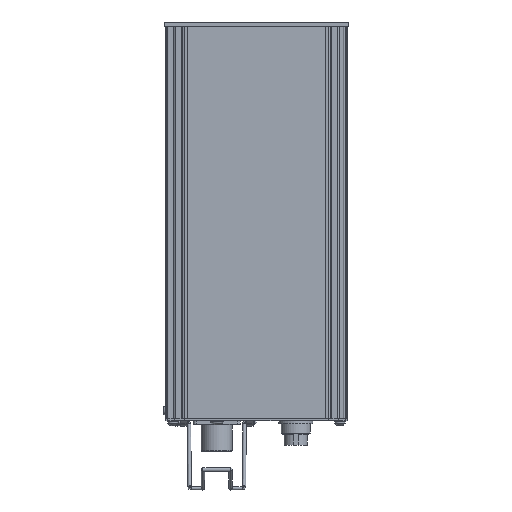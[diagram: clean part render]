
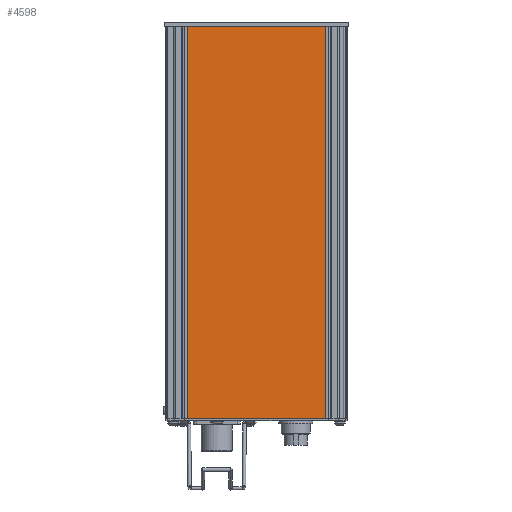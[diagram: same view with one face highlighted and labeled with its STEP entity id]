
A CAD part, front view. The second image highlights one B-rep face of the part: STEP entity #4598.
In plain terms, the highlighted planar face has unit normal (0, -1, 0).
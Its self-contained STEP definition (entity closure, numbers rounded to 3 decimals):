
#1757=CARTESIAN_POINT('',(10.1,-54.2,-113.2));
#1758=VERTEX_POINT('',#1757);
#1759=CARTESIAN_POINT('',(10.1,-54.2,113.3));
#1760=VERTEX_POINT('',#1759);
#1761=CARTESIAN_POINT('',(10.1,-54.2,-113.2));
#1762=DIRECTION('',(0.0,0.0,1.0));
#1763=VECTOR('',#1762,226.5);
#1764=LINE('',#1761,#1763);
#1765=EDGE_CURVE('',#1758,#1760,#1764,.T.);
#1900=CARTESIAN_POINT('',(92.9,-54.2,-113.2));
#1901=VERTEX_POINT('',#1900);
#1902=CARTESIAN_POINT('',(92.9,-54.2,-113.2));
#1903=DIRECTION('',(-1.0,0.0,0.0));
#1904=VECTOR('',#1903,82.8);
#1905=LINE('',#1902,#1904);
#1906=EDGE_CURVE('',#1901,#1758,#1905,.T.);
#2841=CARTESIAN_POINT('',(92.9,-54.2,113.3));
#2842=VERTEX_POINT('',#2841);
#2843=CARTESIAN_POINT('',(10.1,-54.2,113.3));
#2844=DIRECTION('',(1.0,0.0,0.0));
#2845=VECTOR('',#2844,82.8);
#2846=LINE('',#2843,#2845);
#2847=EDGE_CURVE('',#1760,#2842,#2846,.T.);
#4582=CARTESIAN_POINT('',(92.75,-54.2,-113.1));
#4583=DIRECTION('',(0.0,-1.0,0.0));
#4584=DIRECTION('',(0.0,0.0,-1.0));
#4585=AXIS2_PLACEMENT_3D('',#4582,#4583,#4584);
#4586=PLANE('',#4585);
#4587=ORIENTED_EDGE('',*,*,#2847,.F.);
#4588=ORIENTED_EDGE('',*,*,#1765,.F.);
#4589=ORIENTED_EDGE('',*,*,#1906,.F.);
#4590=CARTESIAN_POINT('',(92.9,-54.2,113.3));
#4591=DIRECTION('',(0.0,0.0,-1.0));
#4592=VECTOR('',#4591,226.5);
#4593=LINE('',#4590,#4592);
#4594=EDGE_CURVE('',#2842,#1901,#4593,.T.);
#4595=ORIENTED_EDGE('',*,*,#4594,.F.);
#4596=EDGE_LOOP('',(#4587,#4588,#4589,#4595));
#4597=FACE_OUTER_BOUND('',#4596,.T.);
#4598=ADVANCED_FACE('',(#4597),#4586,.T.);
